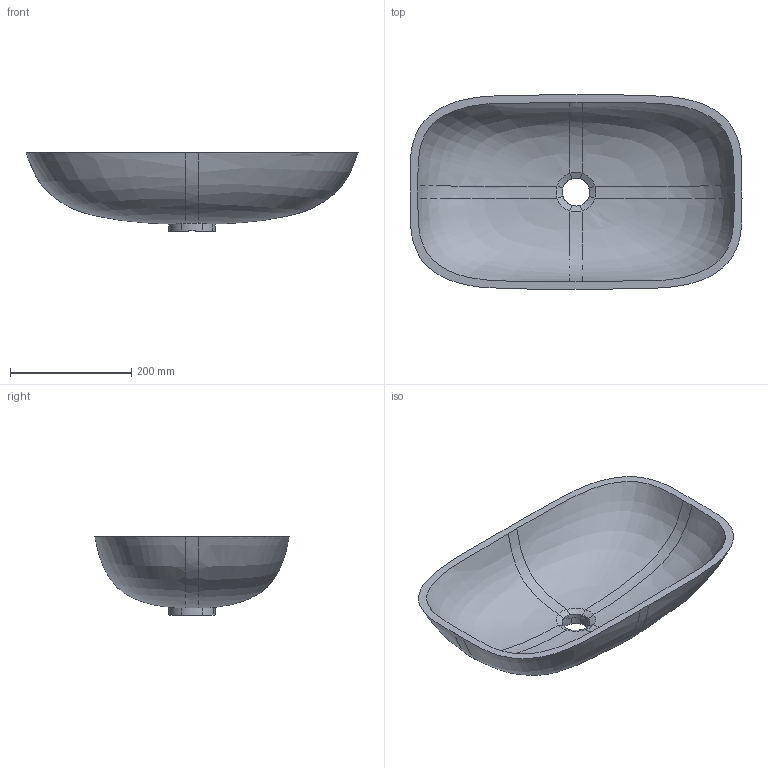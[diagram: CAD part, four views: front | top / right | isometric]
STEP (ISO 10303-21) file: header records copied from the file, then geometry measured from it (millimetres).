
FILE_DESCRIPTION(/* description */ (''),/* implementation_level */ '2;1');
FILE_NAME(/* name */ '304',/* time_stamp */ '2018-11-04T16:15:53+08:00',/* author */ (''),/* organization */ (''),/* preprocessor_version */ 'ST-DEVELOPER v9',/* originating_system */ 'UGS - NX 4.0',/* authorisation */ '');
FILE_SCHEMA (('CONFIG_CONTROL_DESIGN'));
Products named in the file (1): Admi5F59nnkk
Bounding box: 547.96 x 320.9 x 129.72 mm (x, y, z)
Volume: 2666805.6 mm3; surface area: 462277.4 mm2
Topology: 1 solids, 1 shells, 50 faces, 144 edges, 95 vertices
Faces by surface type: bspline 40, extrusion 8, cylinder 1, plane 1
Full cylindrical faces by diameter (mm): 46 x1
Entity records: 34649 total; most frequent: CARTESIAN_POINT 33648, ORIENTED_EDGE 284, B_SPLINE_CURVE_WITH_KNOTS 145, EDGE_CURVE 142, VERTEX_POINT 94, EDGE_LOOP 52, ADVANCED_FACE 50, FACE_OUTER_BOUND 49
